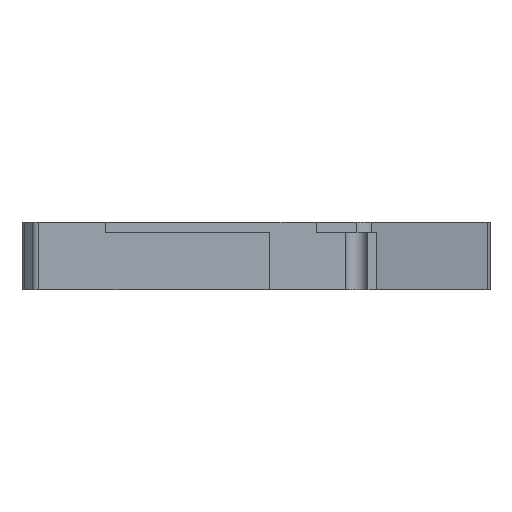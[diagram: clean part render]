
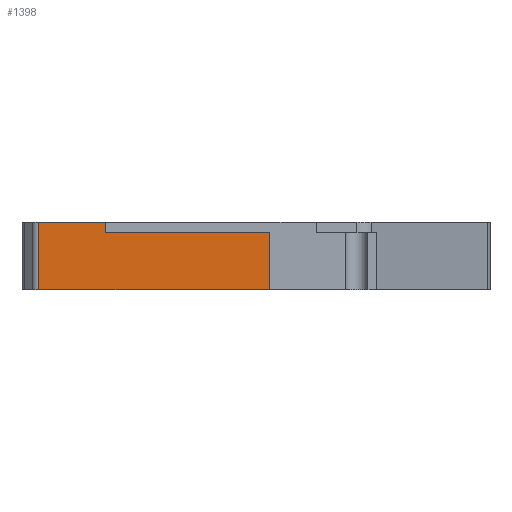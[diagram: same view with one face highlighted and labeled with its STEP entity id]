
A CAD part, left-side view. The second image highlights one B-rep face of the part: STEP entity #1398.
In plain terms, the highlighted planar face has unit normal (-1, 0, 0).
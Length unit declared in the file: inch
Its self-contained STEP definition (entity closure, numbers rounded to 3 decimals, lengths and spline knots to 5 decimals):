
#191=FACE_OUTER_BOUND('',#283,.T.);
#283=EDGE_LOOP('',(#1286,#1287,#1288,#1289));
#371=LINE('',#2191,#511);
#390=LINE('',#2260,#530);
#407=LINE('',#2302,#547);
#416=LINE('',#2320,#556);
#511=VECTOR('',#1774,0.3937);
#530=VECTOR('',#1837,0.3937);
#547=VECTOR('',#1882,0.3937);
#556=VECTOR('',#1909,0.3937);
#655=VERTEX_POINT('',#2188);
#656=VERTEX_POINT('',#2190);
#683=VERTEX_POINT('',#2257);
#684=VERTEX_POINT('',#2259);
#819=EDGE_CURVE('',#656,#655,#371,.T.);
#854=EDGE_CURVE('',#683,#684,#390,.T.);
#877=EDGE_CURVE('',#656,#683,#407,.T.);
#886=EDGE_CURVE('',#684,#655,#416,.T.);
#1286=ORIENTED_EDGE('',*,*,#877,.F.);
#1287=ORIENTED_EDGE('',*,*,#819,.T.);
#1288=ORIENTED_EDGE('',*,*,#886,.F.);
#1289=ORIENTED_EDGE('',*,*,#854,.F.);
#1330=PLANE('',#1546);
#1398=ADVANCED_FACE('',(#191),#1330,.T.);
#1546=AXIS2_PLACEMENT_3D('',#2339,#1939,#1940);
#1774=DIRECTION('',(0.,-1.,0.));
#1837=DIRECTION('',(0.,-1.,0.));
#1882=DIRECTION('',(0.,0.,1.));
#1909=DIRECTION('',(0.,0.,-1.));
#1939=DIRECTION('center_axis',(-1.,0.,0.));
#1940=DIRECTION('ref_axis',(0.,-1.,0.));
#2188=CARTESIAN_POINT('',(-0.125,0.96937,0.));
#2190=CARTESIAN_POINT('',(-0.125,3.22411,0.));
#2191=CARTESIAN_POINT('',(-0.125,3.375,0.));
#2257=CARTESIAN_POINT('',(-0.125,3.22411,0.5));
#2259=CARTESIAN_POINT('',(-0.125,0.96937,0.5));
#2260=CARTESIAN_POINT('',(-0.125,3.375,0.5));
#2302=CARTESIAN_POINT('',(-0.125,3.22411,0.));
#2320=CARTESIAN_POINT('',(-0.125,0.96937,0.));
#2339=CARTESIAN_POINT('Origin',(-0.125,3.375,0.));
